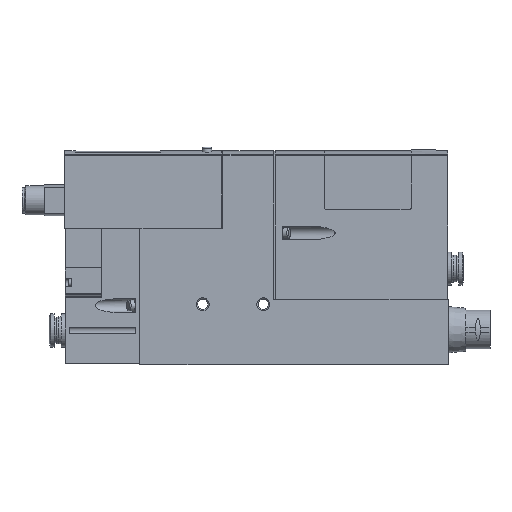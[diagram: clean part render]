
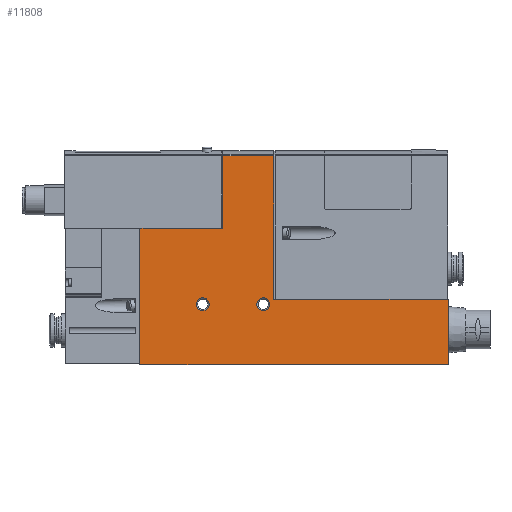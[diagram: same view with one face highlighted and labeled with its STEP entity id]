
A CAD part, top view. The second image highlights one B-rep face of the part: STEP entity #11808.
In plain terms, the highlighted planar face has unit normal (0, 0, 1).
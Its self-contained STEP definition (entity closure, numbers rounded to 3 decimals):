
#404=LINE('',#16144,#1026);
#495=LINE('',#16377,#1117);
#821=LINE('',#17680,#1443);
#825=LINE('',#17699,#1447);
#828=LINE('',#17707,#1450);
#835=LINE('',#17717,#1457);
#836=LINE('',#17719,#1458);
#838=LINE('',#17730,#1460);
#1026=VECTOR('',#13288,1000.);
#1117=VECTOR('',#13469,1000.);
#1443=VECTOR('',#14921,1000.);
#1447=VECTOR('',#14939,1000.);
#1450=VECTOR('',#14946,1000.);
#1457=VECTOR('',#14955,1000.);
#1458=VECTOR('',#14958,1000.);
#1460=VECTOR('',#14970,1000.);
#1689=PLANE('',#12719);
#3477=ORIENTED_EDGE('',*,*,#5106,.T.);
#3478=ORIENTED_EDGE('',*,*,#5107,.T.);
#3479=ORIENTED_EDGE('',*,*,#5102,.T.);
#3480=ORIENTED_EDGE('',*,*,#4442,.T.);
#3481=ORIENTED_EDGE('',*,*,#5080,.T.);
#3482=ORIENTED_EDGE('',*,*,#5090,.T.);
#3483=ORIENTED_EDGE('',*,*,#5094,.T.);
#3484=ORIENTED_EDGE('',*,*,#5101,.T.);
#3485=ORIENTED_EDGE('',*,*,#4323,.T.);
#3486=ORIENTED_EDGE('',*,*,#5108,.T.);
#4323=EDGE_CURVE('',#5498,#5507,#404,.T.);
#4442=EDGE_CURVE('',#5605,#5604,#495,.T.);
#5080=EDGE_CURVE('',#5604,#6018,#821,.T.);
#5090=EDGE_CURVE('',#6018,#6026,#825,.T.);
#5094=EDGE_CURVE('',#6026,#6029,#828,.T.);
#5101=EDGE_CURVE('',#6029,#5498,#835,.T.);
#5102=EDGE_CURVE('',#6032,#5605,#836,.T.);
#5106=EDGE_CURVE('',#6034,#6034,#6620,.T.);
#5107=EDGE_CURVE('',#6035,#6035,#6621,.T.);
#5108=EDGE_CURVE('',#5507,#6032,#838,.T.);
#5498=VERTEX_POINT('',#16125);
#5507=VERTEX_POINT('',#16143);
#5604=VERTEX_POINT('',#16376);
#5605=VERTEX_POINT('',#16378);
#6018=VERTEX_POINT('',#17679);
#6026=VERTEX_POINT('',#17698);
#6029=VERTEX_POINT('',#17706);
#6032=VERTEX_POINT('',#17720);
#6034=VERTEX_POINT('',#17727);
#6035=VERTEX_POINT('',#17729);
#6620=CIRCLE('',#12720,2.65);
#6621=CIRCLE('',#12721,2.65);
#7120=EDGE_LOOP('',(#3477));
#7121=EDGE_LOOP('',(#3478));
#7122=EDGE_LOOP('',(#3479,#3480,#3481,#3482,#3483,#3484,#3485,#3486));
#7802=FACE_BOUND('',#7120,.T.);
#7803=FACE_BOUND('',#7121,.T.);
#7804=FACE_BOUND('',#7122,.T.);
#11808=ADVANCED_FACE('',(#7802,#7803,#7804),#1689,.T.);
#12719=AXIS2_PLACEMENT_3D('',#17725,#14964,#14965);
#12720=AXIS2_PLACEMENT_3D('',#17726,#14966,#14967);
#12721=AXIS2_PLACEMENT_3D('',#17728,#14968,#14969);
#13288=DIRECTION('',(0.,1.,0.));
#13469=DIRECTION('',(-1.,0.,0.));
#14921=DIRECTION('',(0.,-1.,0.));
#14939=DIRECTION('',(1.,0.,0.));
#14946=DIRECTION('',(0.,1.,0.));
#14955=DIRECTION('',(-1.,0.,0.));
#14958=DIRECTION('',(0.,-1.,0.));
#14964=DIRECTION('',(0.,0.,1.));
#14965=DIRECTION('',(1.,0.,0.));
#14966=DIRECTION('',(0.,0.,-1.));
#14967=DIRECTION('',(-1.,0.,0.));
#14968=DIRECTION('',(0.,0.,-1.));
#14969=DIRECTION('',(-1.,0.,0.));
#14970=DIRECTION('',(-1.,0.,0.));
#16125=CARTESIAN_POINT('',(86.3,27.,10.25));
#16143=CARTESIAN_POINT('',(86.3,86.442,10.25));
#16144=CARTESIAN_POINT('',(86.3,27.,10.25));
#16376=CARTESIAN_POINT('',(31.,56.4,10.25));
#16377=CARTESIAN_POINT('',(65.3,56.4,10.25));
#16378=CARTESIAN_POINT('',(65.3,56.4,10.25));
#17679=CARTESIAN_POINT('',(31.,0.,10.25));
#17680=CARTESIAN_POINT('',(31.,56.4,10.25));
#17698=CARTESIAN_POINT('',(158.5,0.,10.25));
#17699=CARTESIAN_POINT('',(31.,0.,10.25));
#17706=CARTESIAN_POINT('',(158.5,27.,10.25));
#17707=CARTESIAN_POINT('',(158.5,0.,10.25));
#17717=CARTESIAN_POINT('',(158.5,27.,10.25));
#17719=CARTESIAN_POINT('',(65.3,90.,10.25));
#17720=CARTESIAN_POINT('',(65.3,86.442,10.25));
#17725=CARTESIAN_POINT('',(0.,0.,10.25));
#17726=CARTESIAN_POINT('',(82.,25.,10.25));
#17727=CARTESIAN_POINT('',(79.35,25.,10.25));
#17728=CARTESIAN_POINT('',(57.,25.,10.25));
#17729=CARTESIAN_POINT('',(54.35,25.,10.25));
#17730=CARTESIAN_POINT('',(86.3,86.442,10.25));
